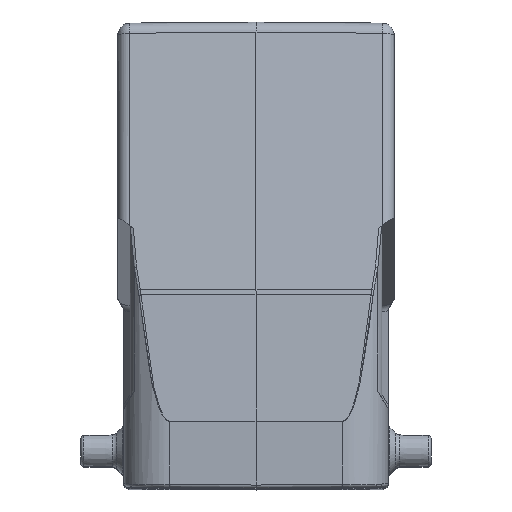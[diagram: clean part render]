
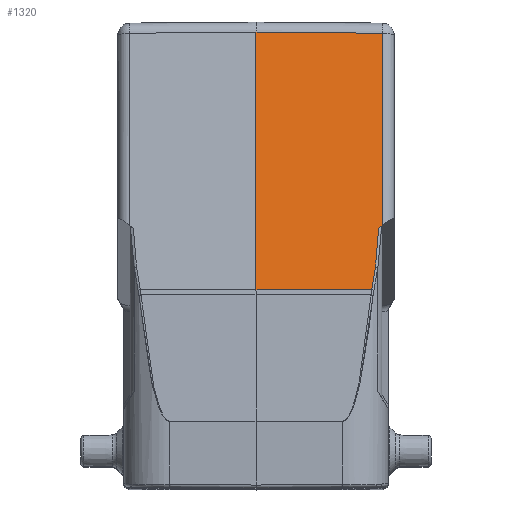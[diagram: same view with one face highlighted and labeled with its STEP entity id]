
A CAD part, top view. The second image highlights one B-rep face of the part: STEP entity #1320.
In plain terms, the highlighted planar face has unit normal (0.009, 0.174, 0.985).
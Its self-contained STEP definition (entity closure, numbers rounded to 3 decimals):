
#781=PLANE('',#10335);
#1320=ADVANCED_FACE('',(#2058),#781,.T.);
#2058=FACE_OUTER_BOUND('',#2645,.T.);
#2645=EDGE_LOOP('',(#5493,#5494,#5495,#5496,#5497,#5498,#5499));
#3091=B_SPLINE_CURVE_WITH_KNOTS('',3,(#18303,#18304,#18305,#18306,#18307,
#18308,#18309,#18310,#18311,#18312),.UNSPECIFIED.,.F.,.F.,(4,1,1,2,2,4),
(0.,0.25,0.375,0.438,0.5,
1.),.UNSPECIFIED.);
#3132=B_SPLINE_CURVE_WITH_KNOTS('',3,(#19180,#19181,#19182,#19183,#19184,
#19185),.UNSPECIFIED.,.F.,.F.,(4,1,1,4),(0.,0.333,0.667,
1.),.UNSPECIFIED.);
#5493=ORIENTED_EDGE('',*,*,#7864,.T.);
#5494=ORIENTED_EDGE('',*,*,#7859,.T.);
#5495=ORIENTED_EDGE('',*,*,#7857,.F.);
#5496=ORIENTED_EDGE('',*,*,#8036,.T.);
#5497=ORIENTED_EDGE('',*,*,#8037,.T.);
#5498=ORIENTED_EDGE('',*,*,#8038,.F.);
#5499=ORIENTED_EDGE('',*,*,#8039,.T.);
#6619=VERTEX_POINT('',#18266);
#6620=VERTEX_POINT('',#18270);
#6621=VERTEX_POINT('',#18281);
#6623=VERTEX_POINT('',#18297);
#6709=VERTEX_POINT('',#19113);
#6714=VERTEX_POINT('',#19177);
#6715=VERTEX_POINT('',#19179);
#7857=EDGE_CURVE('',#6619,#6620,#8730,.T.);
#7859=EDGE_CURVE('',#6621,#6620,#8731,.T.);
#7864=EDGE_CURVE('',#6623,#6621,#3091,.T.);
#8036=EDGE_CURVE('',#6619,#6709,#8782,.T.);
#8037=EDGE_CURVE('',#6709,#6714,#8783,.T.);
#8038=EDGE_CURVE('',#6715,#6714,#8784,.T.);
#8039=EDGE_CURVE('',#6715,#6623,#3132,.T.);
#8730=LINE('',#18269,#9399);
#8731=LINE('',#18280,#9400);
#8782=LINE('',#19174,#9451);
#8783=LINE('',#19176,#9452);
#8784=LINE('',#19178,#9453);
#9399=VECTOR('',#12002,1.);
#9400=VECTOR('',#12005,1.);
#9451=VECTOR('',#12386,1.);
#9452=VECTOR('',#12389,1.);
#9453=VECTOR('',#12390,1.);
#10335=AXIS2_PLACEMENT_3D('',#19186,#12391,#12392);
#12002=DIRECTION('',(0.,-0.985,0.174));
#12005=DIRECTION('',(0.762,0.637,-0.119));
#12386=DIRECTION('',(-1.,0.009,0.007));
#12389=DIRECTION('',(0.,-0.985,0.174));
#12390=DIRECTION('',(-1.,0.001,0.009));
#12391=DIRECTION('',(0.009,0.174,0.985));
#12392=DIRECTION('',(0.,-0.985,0.174));
#18266=CARTESIAN_POINT('',(20.517,19.584,50.546));
#18269=CARTESIAN_POINT('',(20.517,19.584,50.546));
#18270=CARTESIAN_POINT('',(20.517,-11.704,56.062));
#18280=CARTESIAN_POINT('',(19.963,-12.168,56.149));
#18281=CARTESIAN_POINT('',(19.963,-12.168,56.149));
#18297=CARTESIAN_POINT('',(19.449,-18.497,57.27));
#18303=CARTESIAN_POINT('',(19.449,-18.497,57.27));
#18304=CARTESIAN_POINT('',(19.522,-17.989,57.179));
#18305=CARTESIAN_POINT('',(19.621,-17.19,57.038));
#18306=CARTESIAN_POINT('',(19.719,-16.193,56.861));
#18307=CARTESIAN_POINT('',(19.757,-15.752,56.783));
#18308=CARTESIAN_POINT('',(19.782,-15.455,56.73));
#18309=CARTESIAN_POINT('',(19.796,-15.272,56.698));
#18310=CARTESIAN_POINT('',(19.877,-14.198,56.508));
#18311=CARTESIAN_POINT('',(19.93,-13.202,56.332));
#18312=CARTESIAN_POINT('',(19.963,-12.168,56.149));
#19113=CARTESIAN_POINT('',(0.,19.763,50.696));
#19174=CARTESIAN_POINT('',(20.517,19.584,50.546));
#19176=CARTESIAN_POINT('',(0.,19.763,50.696));
#19177=CARTESIAN_POINT('',(0.,-22.155,58.087));
#19178=CARTESIAN_POINT('',(18.848,-22.176,57.924));
#19179=CARTESIAN_POINT('',(18.848,-22.176,57.924));
#19180=CARTESIAN_POINT('',(18.848,-22.176,57.924));
#19181=CARTESIAN_POINT('',(18.933,-21.719,57.842));
#19182=CARTESIAN_POINT('',(19.088,-20.836,57.685));
#19183=CARTESIAN_POINT('',(19.286,-19.609,57.467));
#19184=CARTESIAN_POINT('',(19.397,-18.857,57.334));
#19185=CARTESIAN_POINT('',(19.449,-18.497,57.27));
#19186=CARTESIAN_POINT('',(0.,21.415,50.404));
